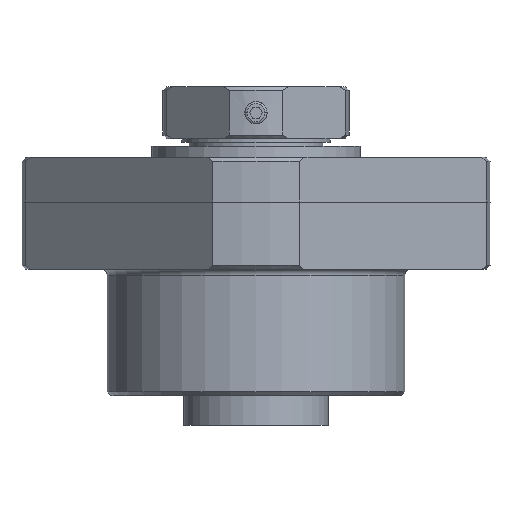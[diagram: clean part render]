
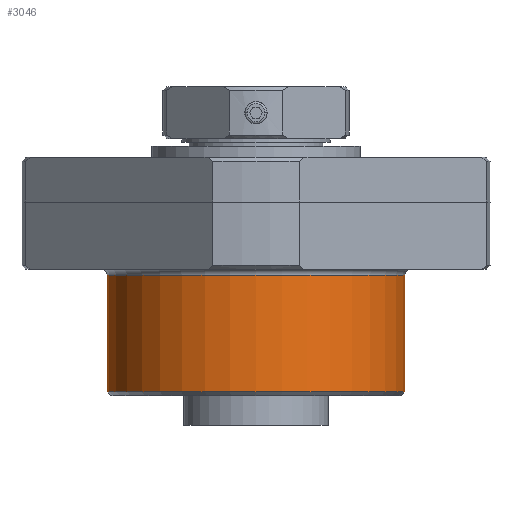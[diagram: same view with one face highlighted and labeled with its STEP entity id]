
A CAD part, front view. The second image highlights one B-rep face of the part: STEP entity #3046.
In plain terms, the highlighted cylindrical face has radius 20 mm (diameter 40 mm), a partial arc.
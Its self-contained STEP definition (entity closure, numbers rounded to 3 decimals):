
#160 = DIRECTION ( 'NONE',  ( 0., 0., -1. ) ) ;
#446 = DIRECTION ( 'NONE',  ( 0., -1., 0. ) ) ;
#471 = CARTESIAN_POINT ( 'NONE',  ( 16.5, 0., 20. ) ) ;
#544 = CARTESIAN_POINT ( 'NONE',  ( 0.85, 0., -20. ) ) ;
#1140 = CARTESIAN_POINT ( 'NONE',  ( 16.5, 0., -20. ) ) ;
#1386 = DIRECTION ( 'NONE',  ( -1., 0., 0. ) ) ;
#1479 = CARTESIAN_POINT ( 'NONE',  ( 6.067, 0., -20. ) ) ;
#1496 = CARTESIAN_POINT ( 'NONE',  ( 0.85, 0., 0. ) ) ;
#1513 = EDGE_CURVE ( 'NONE', #3595, #3859, #3967, .T. ) ;
#1517 = ORIENTED_EDGE ( 'NONE', *, *, #5587, .T. ) ;
#1627 = EDGE_CURVE ( 'NONE', #3595, #2027, #5489, .T. ) ;
#1796 = CARTESIAN_POINT ( 'NONE',  ( 11.283, 0., 20. ) ) ;
#1816 = ORIENTED_EDGE ( 'NONE', *, *, #1513, .F. ) ;
#1875 = DIRECTION ( 'NONE',  ( 1., 0., 0. ) ) ;
#2027 = VERTEX_POINT ( 'NONE', #3389 ) ;
#2201 = B_SPLINE_CURVE_WITH_KNOTS ( 'NONE', 3,
 ( #471, #1796, #4461, #3564 ),
 .UNSPECIFIED., .F., .F.,
 ( 4, 4 ),
 ( 0.5, 16.15 ),
 .UNSPECIFIED. ) ;
#2302 = CARTESIAN_POINT ( 'NONE',  ( 11.283, 0., -20. ) ) ;
#2560 = CARTESIAN_POINT ( 'NONE',  ( 16.5, 0., 0. ) ) ;
#2703 = EDGE_LOOP ( 'NONE', ( #1816, #4351, #1517, #4687 ) ) ;
#2988 = AXIS2_PLACEMENT_3D ( 'NONE', #1496, #1875, #160 ) ;
#3046 = ADVANCED_FACE ( 'NONE', ( #5619 ), #5193, .T. ) ;
#3146 = CARTESIAN_POINT ( 'NONE',  ( 17., 0., 0. ) ) ;
#3223 = CARTESIAN_POINT ( 'NONE',  ( 16.5, 0., -20. ) ) ;
#3389 = CARTESIAN_POINT ( 'NONE',  ( 0.85, 0., -20. ) ) ;
#3564 = CARTESIAN_POINT ( 'NONE',  ( 0.85, 0., 20. ) ) ;
#3595 = VERTEX_POINT ( 'NONE', #1140 ) ;
#3816 = AXIS2_PLACEMENT_3D ( 'NONE', #2560, #5211, #3934 ) ;
#3859 = VERTEX_POINT ( 'NONE', #4926 ) ;
#3868 = EDGE_CURVE ( 'NONE', #3859, #4825, #2201, .T. ) ;
#3934 = DIRECTION ( 'NONE',  ( 0., 0., -1. ) ) ;
#3967 = CIRCLE ( 'NONE', #3816, 20. ) ;
#4351 = ORIENTED_EDGE ( 'NONE', *, *, #1627, .T. ) ;
#4461 = CARTESIAN_POINT ( 'NONE',  ( 6.067, 0., 20. ) ) ;
#4645 = CIRCLE ( 'NONE', #2988, 20. ) ;
#4687 = ORIENTED_EDGE ( 'NONE', *, *, #3868, .F. ) ;
#4825 = VERTEX_POINT ( 'NONE', #5342 ) ;
#4926 = CARTESIAN_POINT ( 'NONE',  ( 16.5, 0., 20. ) ) ;
#5193 = CYLINDRICAL_SURFACE ( 'NONE', #5284, 20. ) ;
#5211 = DIRECTION ( 'NONE',  ( 1., 0., 0. ) ) ;
#5284 = AXIS2_PLACEMENT_3D ( 'NONE', #3146, #1386, #446 ) ;
#5342 = CARTESIAN_POINT ( 'NONE',  ( 0.85, 0., 20. ) ) ;
#5489 = B_SPLINE_CURVE_WITH_KNOTS ( 'NONE', 3,
 ( #3223, #2302, #1479, #544 ),
 .UNSPECIFIED., .F., .F.,
 ( 4, 4 ),
 ( 0.5, 16.15 ),
 .UNSPECIFIED. ) ;
#5587 = EDGE_CURVE ( 'NONE', #2027, #4825, #4645, .T. ) ;
#5619 = FACE_OUTER_BOUND ( 'NONE', #2703, .T. ) ;
